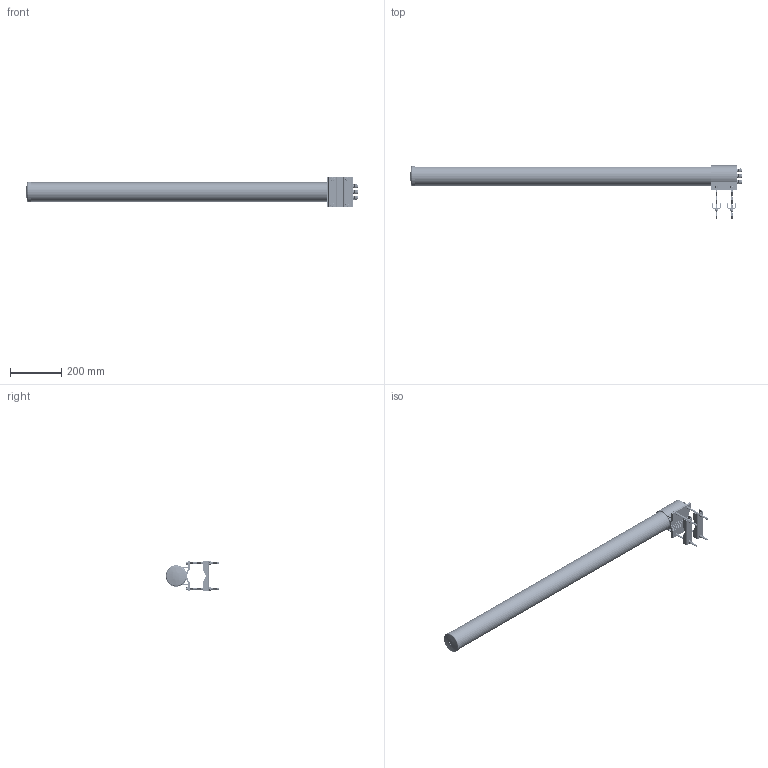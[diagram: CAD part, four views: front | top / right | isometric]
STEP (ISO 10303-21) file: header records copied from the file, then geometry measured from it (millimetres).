
FILE_DESCRIPTION (( 'STEP AP214' ), '1' );
FILE_NAME ('FM51OM1008_3D.step', '2022-12-30T22:14:34', ( '' ), ( '' ), 'SwSTEP 2.0', 'SolidWorks 2022', '' );
FILE_SCHEMA (( 'AUTOMOTIVE_DESIGN' ));
Length unit declared in the file: inch
Products named in the file (7): M8-1.25_HexNut; M8_FlatWasher; HG2458-11DPU_Bracket; M8_LockWasher; FM51OM1008_3D; M8-1.25x120mm; HG2458-11DPU_ANTENNA
Assembly tree (19 placements, depth 2):
  FM51OM1008_3D
    HG2458-11DPU_ANTENNA
    M8-1.25x120mm  x4
    M8_FlatWasher  x4
    M8_LockWasher  x4
    M8-1.25_HexNut  x4
    HG2458-11DPU_Bracket  x2
Bounding box: 1296.75 x 207.3 x 117.91 mm (x, y, z)
Volume: 5891515.1 mm3; surface area: 413735.5 mm2
Topology: 19 solids, 19 shells, 3695 faces, 7822 edges, 4211 vertices
Faces by surface type: cone 2924, plane 441, cylinder 148, bspline 96, torus 80, sphere 6
Entity records: 57870 total; most frequent: CARTESIAN_POINT 13451, DIRECTION 7249, ORIENTED_EDGE 6700, EDGE_CURVE 3350, AXIS2_PLACEMENT_3D 2695, VERTEX_POINT 1909, LINE 1859, VECTOR 1859
